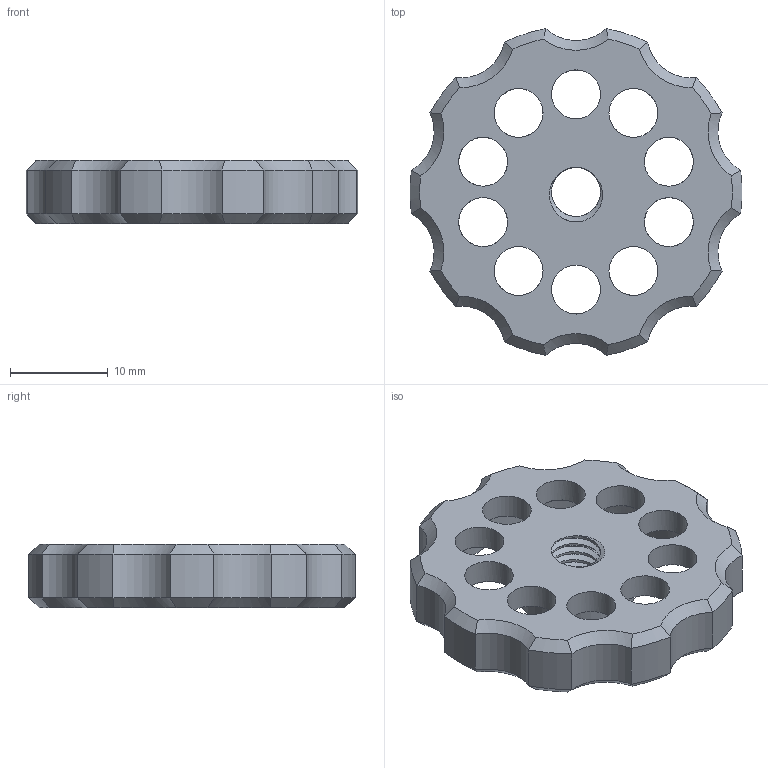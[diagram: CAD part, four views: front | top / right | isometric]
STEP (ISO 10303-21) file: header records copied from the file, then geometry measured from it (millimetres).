
FILE_DESCRIPTION(/* description */ (''),/* implementation_level */ '2;1');
FILE_NAME(/* name */ 'Roue serrage basse v2.step',/* time_stamp */ '2020-04-29T15:48:32+02:00',/* author */ (''),/* organization */ (''),/* preprocessor_version */ 'ST-DEVELOPER v18.1',/* originating_system */ 'Autodesk Translation Framework v9.2.0.1227',/* authorisation */ '');
FILE_SCHEMA (('AUTOMOTIVE_DESIGN { 1 0 10303 214 3 1 1 }'));
Length unit declared in the file: millimetre
Products named in the file (1): Roue serrage basse
Bounding box: 33.97 x 33.44 x 6.5 mm (x, y, z)
Volume: 3185.9 mm3; surface area: 2827.3 mm2
Topology: 1 solids, 1 shells, 97 faces, 254 edges, 151 vertices
Faces by surface type: cylinder 49, cone 42, plane 4, bspline 2
Full cylindrical faces by diameter (mm): 5 x10, 5.035 x7, 6.147 x6, 12 x1, 25 x1
Entity records: 4184 total; most frequent: CARTESIAN_POINT 1785, ORIENTED_EDGE 508, DIRECTION 503, EDGE_CURVE 254, AXIS2_PLACEMENT_3D 227, VERTEX_POINT 151, CIRCLE 131, EDGE_LOOP 111
